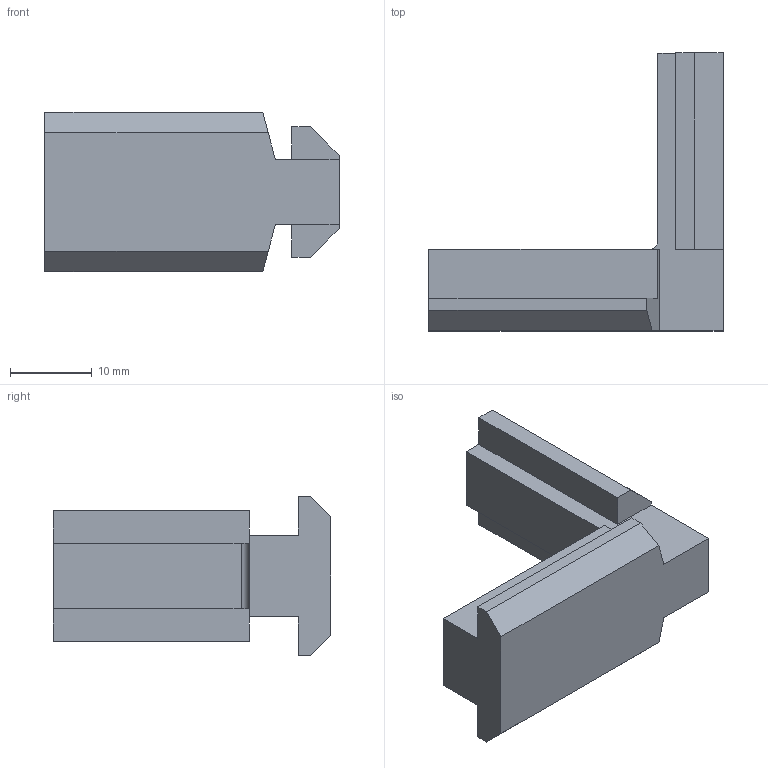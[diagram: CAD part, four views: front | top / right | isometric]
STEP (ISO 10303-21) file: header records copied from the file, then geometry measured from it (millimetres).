
FILE_DESCRIPTION(('STEP AP214'),'1');
FILE_NAME('cctmp_0F1D04BA-6608-4E6C-982D-89C15C0B82F3_2020_2_11_17_12_35_641..stp','2020-02-11T16:12:35',('Bosch Rexroth AG'),('CADClick - www.CADClick.com'),'Spatial InterOp 3D',' ','unknown authorization - (Healing Option Enabled)');
FILE_SCHEMA(('AUTOMOTIVE_DESIGN'));
Length unit declared in the file: millimetre
Products named in the file (1): 2020_02_11__17-12-35-640
Bounding box: 36 x 34 x 19.5 mm (x, y, z)
Volume: 6667.9 mm3; surface area: 3218.2 mm2
Topology: 1 solids, 1 shells, 27 faces, 75 edges, 50 vertices
Faces by surface type: plane 26, cylinder 1
Entity records: 1091 total; most frequent: CARTESIAN_POINT 153, ORIENTED_EDGE 150, DIRECTION 133, EDGE_CURVE 75, LINE 73, VECTOR 73, VERTEX_POINT 50, AXIS2_PLACEMENT_3D 30
